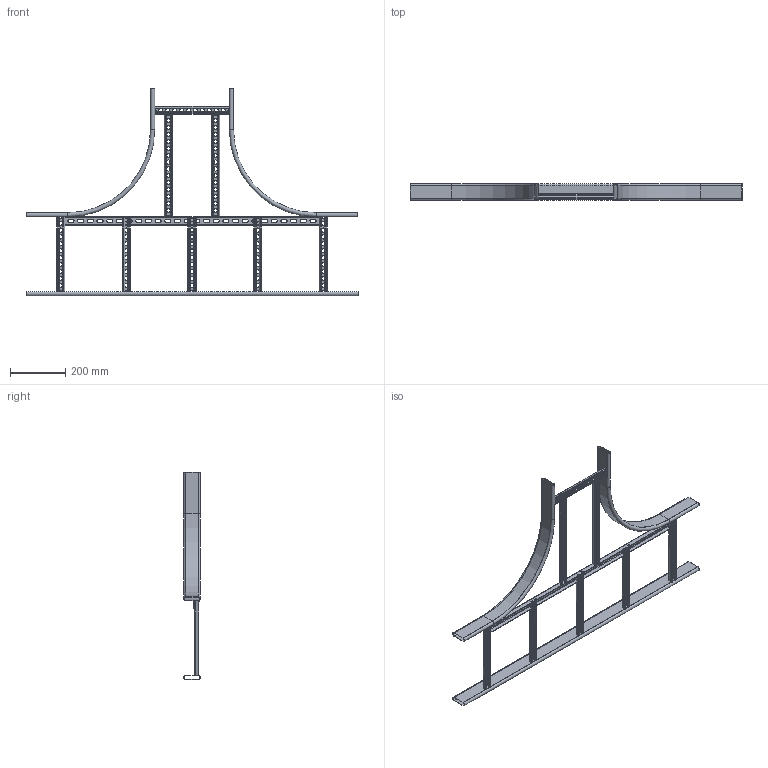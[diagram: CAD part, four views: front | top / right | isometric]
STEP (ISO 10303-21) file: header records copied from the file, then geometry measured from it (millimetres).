
FILE_DESCRIPTION (( 'STEP AP203' ), '1' );
FILE_NAME ('10-02-1336.STEP', '2013-05-02T10:04:16', ( 'asennus' ), ( '' ), 'SwSTEP 2.0', 'SolidWorks 2013', '' );
FILE_SCHEMA (( 'CONFIG_CONTROL_DESIGN' ));
Length unit declared in the file: millimetre
Products named in the file (1): 10-02-1336
Bounding box: 1200 x 60 x 750 mm (x, y, z)
Volume: 611938.1 mm3; surface area: 1143470.7 mm2
Topology: 12 solids, 12 shells, 1054 faces, 2634 edges, 1604 vertices
Faces by surface type: plane 642, cylinder 394, bspline 10, torus 8
Entity records: 31725 total; most frequent: CARTESIAN_POINT 5703, DIRECTION 5456, ORIENTED_EDGE 5268, EDGE_CURVE 2634, VECTOR 1822, LINE 1822, AXIS2_PLACEMENT_3D 1817, VERTEX_POINT 1604
